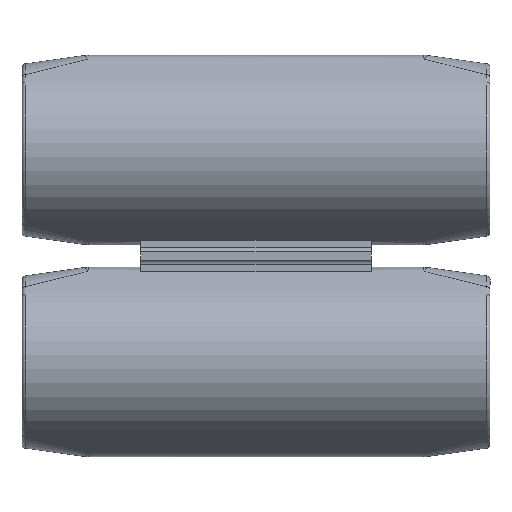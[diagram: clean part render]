
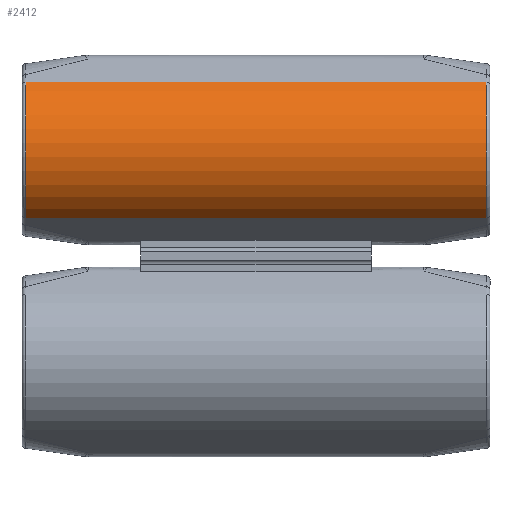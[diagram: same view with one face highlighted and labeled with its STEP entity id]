
A CAD part, front view. The second image highlights one B-rep face of the part: STEP entity #2412.
In plain terms, the highlighted cylindrical face has radius 11.5 mm (diameter 23 mm), a partial arc.
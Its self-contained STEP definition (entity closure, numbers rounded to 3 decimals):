
#265 = CIRCLE ( 'NONE', #680, 11.5 ) ;
#301 = EDGE_CURVE ( 'NONE', #1570, #1289, #265, .T. ) ;
#331 = CIRCLE ( 'NONE', #609, 11.5 ) ;
#380 = EDGE_CURVE ( 'NONE', #1561, #3313, #331, .T. ) ;
#469 = DIRECTION ( 'NONE',  ( -1., 0., 0. ) ) ;
#506 = ORIENTED_EDGE ( 'NONE', *, *, #301, .T. ) ;
#536 = DIRECTION ( 'NONE',  ( 0., 0., 1. ) ) ;
#609 = AXIS2_PLACEMENT_3D ( 'NONE', #2664, #4023, #2333 ) ;
#655 = ORIENTED_EDGE ( 'NONE', *, *, #380, .T. ) ;
#680 = AXIS2_PLACEMENT_3D ( 'NONE', #3841, #469, #799 ) ;
#736 = CARTESIAN_POINT ( 'NONE',  ( -32., -6.596, 9.42 ) ) ;
#799 = DIRECTION ( 'NONE',  ( 0., 0., -1. ) ) ;
#851 = AXIS2_PLACEMENT_3D ( 'NONE', #1534, #874, #536 ) ;
#874 = DIRECTION ( 'NONE',  ( -1., 0., 0. ) ) ;
#969 = EDGE_CURVE ( 'NONE', #1289, #1561, #3965, .T. ) ;
#1084 = EDGE_LOOP ( 'NONE', ( #4086, #655, #2695, #506 ) ) ;
#1120 = VECTOR ( 'NONE', #1942, 1000. ) ;
#1289 = VERTEX_POINT ( 'NONE', #2017 ) ;
#1445 = LINE ( 'NONE', #2425, #4037 ) ;
#1534 = CARTESIAN_POINT ( 'NONE',  ( 32.5, 0., 0. ) ) ;
#1561 = VERTEX_POINT ( 'NONE', #736 ) ;
#1570 = VERTEX_POINT ( 'NONE', #2765 ) ;
#1735 = EDGE_CURVE ( 'NONE', #1570, #3313, #1445, .T. ) ;
#1942 = DIRECTION ( 'NONE',  ( -1., 0., 0. ) ) ;
#2017 = CARTESIAN_POINT ( 'NONE',  ( 32., -6.596, 9.42 ) ) ;
#2020 = CARTESIAN_POINT ( 'NONE',  ( -32., -6.596, -9.42 ) ) ;
#2333 = DIRECTION ( 'NONE',  ( 0., 0., -1. ) ) ;
#2412 = ADVANCED_FACE ( 'NONE', ( #3192 ), #3144, .T. ) ;
#2425 = CARTESIAN_POINT ( 'NONE',  ( 32.5, -6.596, -9.42 ) ) ;
#2664 = CARTESIAN_POINT ( 'NONE',  ( -32., 0., 0. ) ) ;
#2695 = ORIENTED_EDGE ( 'NONE', *, *, #1735, .F. ) ;
#2732 = DIRECTION ( 'NONE',  ( -1., 0., 0. ) ) ;
#2765 = CARTESIAN_POINT ( 'NONE',  ( 32., -6.596, -9.42 ) ) ;
#3144 = CYLINDRICAL_SURFACE ( 'NONE', #851, 11.5 ) ;
#3192 = FACE_OUTER_BOUND ( 'NONE', #1084, .T. ) ;
#3313 = VERTEX_POINT ( 'NONE', #2020 ) ;
#3841 = CARTESIAN_POINT ( 'NONE',  ( 32., 0., 0. ) ) ;
#3965 = LINE ( 'NONE', #4243, #1120 ) ;
#4023 = DIRECTION ( 'NONE',  ( 1., 0., 0. ) ) ;
#4037 = VECTOR ( 'NONE', #2732, 1000. ) ;
#4086 = ORIENTED_EDGE ( 'NONE', *, *, #969, .T. ) ;
#4243 = CARTESIAN_POINT ( 'NONE',  ( 32.5, -6.596, 9.42 ) ) ;
